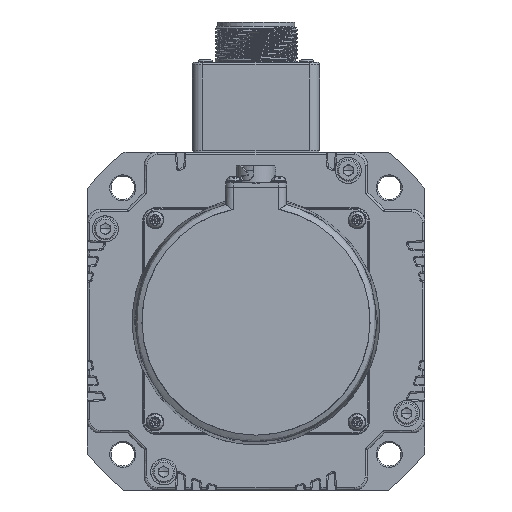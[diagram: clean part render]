
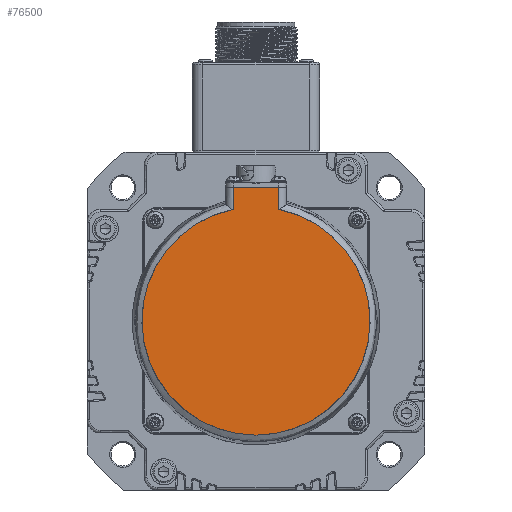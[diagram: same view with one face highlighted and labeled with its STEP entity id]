
A CAD part, front view. The second image highlights one B-rep face of the part: STEP entity #76500.
In plain terms, the highlighted planar face has unit normal (0, -1, 0).
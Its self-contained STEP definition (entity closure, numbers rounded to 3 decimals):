
#71307=CARTESIAN_POINT('',(142.33,-88.,-21.97));
#71308=VERTEX_POINT('',#71307);
#71316=CARTESIAN_POINT('',(142.33,-88.,-13.5));
#71317=VERTEX_POINT('',#71316);
#71318=CARTESIAN_POINT('',(142.33,-88.,-21.97));
#71319=DIRECTION('',(0.,0.,1.));
#71320=VECTOR('',#71319,8.47);
#71321=LINE('',#71318,#71320);
#71322=EDGE_CURVE('',#71308,#71317,#71321,.T.);
#71552=CARTESIAN_POINT('',(159.67,-88.,-13.5));
#71553=VERTEX_POINT('',#71552);
#71561=CARTESIAN_POINT('',(159.67,-88.,-21.97));
#71562=VERTEX_POINT('',#71561);
#71563=CARTESIAN_POINT('',(159.67,-88.,-13.5));
#71564=DIRECTION('',(0.,0.,-1.));
#71565=VECTOR('',#71564,8.47);
#71566=LINE('',#71563,#71565);
#71567=EDGE_CURVE('',#71553,#71562,#71566,.T.);
#76471=CARTESIAN_POINT('',(151.,-88.,-65.));
#76472=DIRECTION('',(0.198,0.,0.98));
#76473=DIRECTION('',(0.,1.,0.));
#76474=AXIS2_PLACEMENT_3D('',#76471,#76473,#76472);
#76475=CIRCLE('',#76474,43.895);
#76476=EDGE_CURVE('',#71562,#71308,#76475,.T.);
#76484=CARTESIAN_POINT('',(151.,-88.,-61.483));
#76485=DIRECTION('',(0.,0.,-1.));
#76486=DIRECTION('',(0.,-1.,0.));
#76487=AXIS2_PLACEMENT_3D('',#76484,#76486,#76485);
#76488=PLANE('',#76487);
#76489=ORIENTED_EDGE('',*,*,#76476,.F.);
#76490=ORIENTED_EDGE('',*,*,#71567,.F.);
#76491=CARTESIAN_POINT('',(159.67,-88.,-13.5));
#76492=DIRECTION('',(-1.,0.,0.));
#76493=VECTOR('',#76492,17.34);
#76494=LINE('',#76491,#76493);
#76495=EDGE_CURVE('',#71553,#71317,#76494,.T.);
#76496=ORIENTED_EDGE('',*,*,#76495,.T.);
#76497=ORIENTED_EDGE('',*,*,#71322,.F.);
#76498=EDGE_LOOP('',(#76489,#76490,#76496,#76497));
#76499=FACE_OUTER_BOUND('',#76498,.T.);
#76500=ADVANCED_FACE('',(#76499),#76488,.T.);
